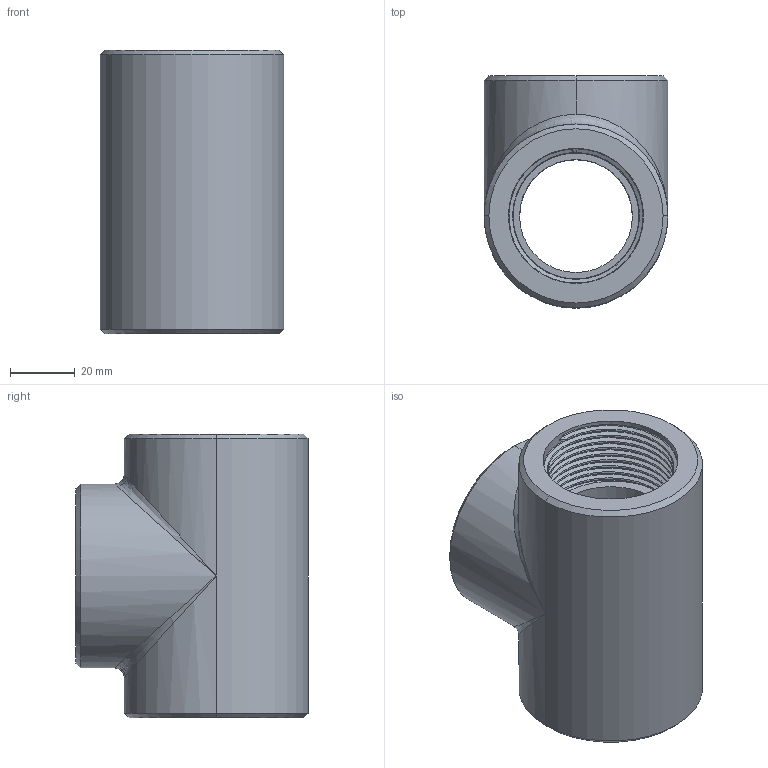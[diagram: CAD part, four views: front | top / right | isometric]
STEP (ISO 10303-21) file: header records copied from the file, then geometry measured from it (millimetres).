
FILE_DESCRIPTION (( 'STEP AP203' ), '1' );
FILE_NAME ('00240_0909.STEP', '2017-05-15T14:50:40', ( '' ), ( '' ), 'SwSTEP 2.0', 'SolidWorks 2011', '' );
FILE_SCHEMA (( 'CONFIG_CONTROL_DESIGN' ));
Length unit declared in the file: millimetre
Products named in the file (1): 00240_0909
Bounding box: 57 x 72 x 88 mm (x, y, z)
Volume: 138842.1 mm3; surface area: 39645.8 mm2
Topology: 1 solids, 1 shells, 115 faces, 324 edges, 202 vertices
Faces by surface type: cylinder 67, bspline 17, cone 14, torus 11, plane 6
Entity records: 16380 total; most frequent: CARTESIAN_POINT 13908, ORIENTED_EDGE 626, DIRECTION 384, EDGE_CURVE 313, VERTEX_POINT 202, AXIS2_PLACEMENT_3D 152, EDGE_LOOP 121, FACE_OUTER_BOUND 115
